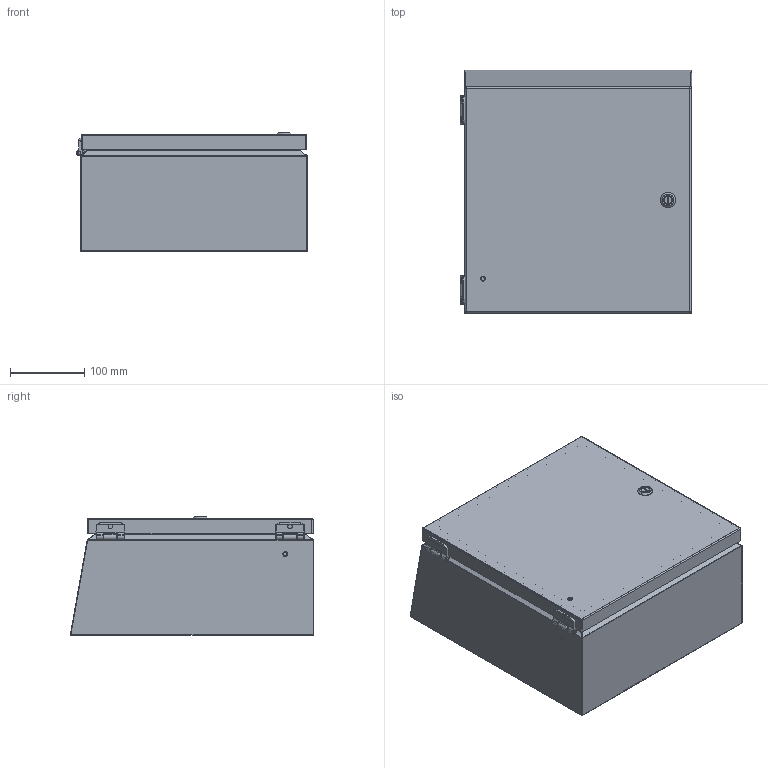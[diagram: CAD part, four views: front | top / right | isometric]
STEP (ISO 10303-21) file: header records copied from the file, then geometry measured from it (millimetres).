
FILE_DESCRIPTION (( 'STEP AP214' ), '1' );
FILE_NAME ('SCE-1212ELJSSST.STEP', '2021-08-12T19:47:13', ( '' ), ( '' ), 'SwSTEP 2.0', 'SolidWorks 2021', '' );
FILE_SCHEMA (( 'AUTOMOTIVE_DESIGN' ));
Length unit declared in the file: inch
Products named in the file (1): SCE-1212ELJSSST
Bounding box: 310.4 x 326.75 x 159.91 mm (x, y, z)
Volume: 818718.8 mm3; surface area: 1014319.6 mm2
Topology: 34 solids, 36 shells, 1454 faces, 3527 edges, 2070 vertices
Faces by surface type: plane 566, bspline 475, cylinder 353, cone 30, sphere 18, torus 12
Full cylindrical faces by diameter (mm): 0.508 x2, 2.54 x2, 3.962 x2, 4.013 x6, 4.064 x8, 4.572 x2, 4.775 x6, 4.826 x5, 4.981 x1, 5.08 x1, 5.537 x2, 6.02 x4, 6.058 x1, 6.35 x4, 6.463 x1, 6.502 x2, 6.604 x2, 6.756 x2, 6.824 x1, 7.112 x4, 7.167 x1, 7.216 x4, 7.874 x1, 8.28 x1, 8.89 x1, 9.474 x4, 10.922 x1, 11.684 x1, 12.065 x1, 12.256 x4
Entity records: 76856 total; most frequent: CARTESIAN_POINT 28907, ORIENTED_EDGE 6482, DIRECTION 4767, EDGE_CURVE 3241, VERTEX_POINT 2021, AXIS2_PLACEMENT_3D 1854, EDGE_LOOP 1672, FACE_OUTER_BOUND 1563
